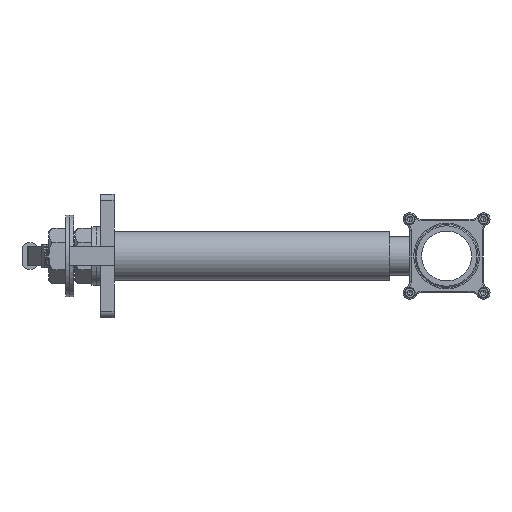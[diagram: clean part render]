
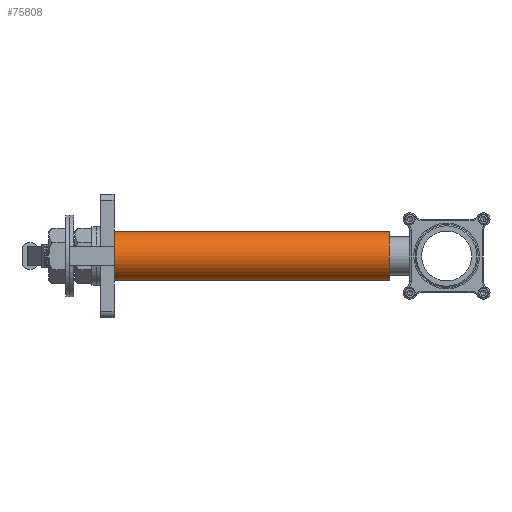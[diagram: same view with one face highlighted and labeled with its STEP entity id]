
A CAD part, left-side view. The second image highlights one B-rep face of the part: STEP entity #75808.
In plain terms, the highlighted cylindrical face has radius 18.517 mm (diameter 37.033 mm), a partial arc.
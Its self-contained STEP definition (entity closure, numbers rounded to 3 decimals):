
#3276 = ORIENTED_EDGE ( 'NONE', *, *, #47928, .F. ) ;
#5032 = CARTESIAN_POINT ( 'NONE',  ( 0., 0., -18.517 ) ) ;
#7785 = VECTOR ( 'NONE', #26553, 1000. ) ;
#9354 = VERTEX_POINT ( 'NONE', #72883 ) ;
#9651 = CARTESIAN_POINT ( 'NONE',  ( 0., 253., -18.517 ) ) ;
#9780 = DIRECTION ( 'NONE',  ( 0., 0., -1. ) ) ;
#9801 = DIRECTION ( 'NONE',  ( 0., -1., 0. ) ) ;
#14211 = DIRECTION ( 'NONE',  ( 0., -1., 0. ) ) ;
#16303 = CARTESIAN_POINT ( 'NONE',  ( 0., 253., 0. ) ) ;
#17406 = AXIS2_PLACEMENT_3D ( 'NONE', #57108, #26491, #9780 ) ;
#20752 = CARTESIAN_POINT ( 'NONE',  ( 0., 43.67, 18.517 ) ) ;
#20914 = FACE_OUTER_BOUND ( 'NONE', #38116, .T. ) ;
#21577 = ORIENTED_EDGE ( 'NONE', *, *, #44426, .T. ) ;
#24050 = EDGE_CURVE ( 'NONE', #60533, #9354, #58700, .T. ) ;
#26067 = VERTEX_POINT ( 'NONE', #20752 ) ;
#26137 = DIRECTION ( 'NONE',  ( 0., 0., -1. ) ) ;
#26491 = DIRECTION ( 'NONE',  ( 0., -1., 0. ) ) ;
#26553 = DIRECTION ( 'NONE',  ( 0., -1., 0. ) ) ;
#26946 = CARTESIAN_POINT ( 'NONE',  ( 0., 0., 18.517 ) ) ;
#27800 = EDGE_CURVE ( 'NONE', #57833, #26067, #62745, .T. ) ;
#30461 = CIRCLE ( 'NONE', #53323, 18.517 ) ;
#38116 = EDGE_LOOP ( 'NONE', ( #51500, #21577, #58639, #3276 ) ) ;
#38991 = DIRECTION ( 'NONE',  ( 0., 0., -1. ) ) ;
#44426 = EDGE_CURVE ( 'NONE', #57833, #60533, #30461, .T. ) ;
#46143 = DIRECTION ( 'NONE',  ( 0., -1., 0. ) ) ;
#47928 = EDGE_CURVE ( 'NONE', #26067, #9354, #77521, .T. ) ;
#51500 = ORIENTED_EDGE ( 'NONE', *, *, #27800, .F. ) ;
#51919 = CYLINDRICAL_SURFACE ( 'NONE', #17406, 18.517 ) ;
#53323 = AXIS2_PLACEMENT_3D ( 'NONE', #16303, #46143, #38991 ) ;
#53376 = AXIS2_PLACEMENT_3D ( 'NONE', #56741, #14211, #26137 ) ;
#55474 = CARTESIAN_POINT ( 'NONE',  ( 0., 253., 18.517 ) ) ;
#55766 = VECTOR ( 'NONE', #9801, 1000. ) ;
#56741 = CARTESIAN_POINT ( 'NONE',  ( 0., 43.67, 0. ) ) ;
#57108 = CARTESIAN_POINT ( 'NONE',  ( 0., 0., 0. ) ) ;
#57833 = VERTEX_POINT ( 'NONE', #55474 ) ;
#58639 = ORIENTED_EDGE ( 'NONE', *, *, #24050, .T. ) ;
#58700 = LINE ( 'NONE', #5032, #55766 ) ;
#60533 = VERTEX_POINT ( 'NONE', #9651 ) ;
#62745 = LINE ( 'NONE', #26946, #7785 ) ;
#72883 = CARTESIAN_POINT ( 'NONE',  ( 0., 43.67, -18.517 ) ) ;
#75808 = ADVANCED_FACE ( 'NONE', ( #20914 ), #51919, .T. ) ;
#77521 = CIRCLE ( 'NONE', #53376, 18.517 ) ;
